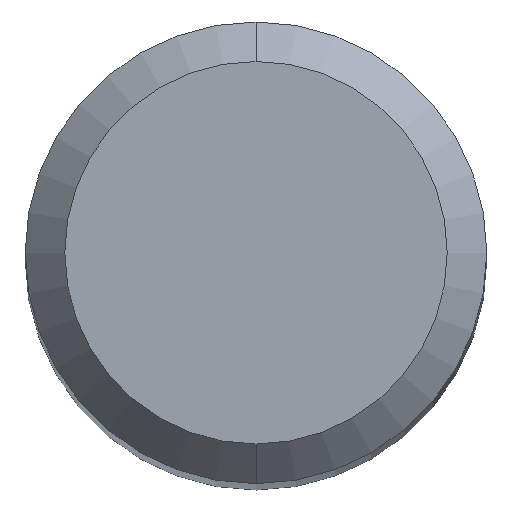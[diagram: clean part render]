
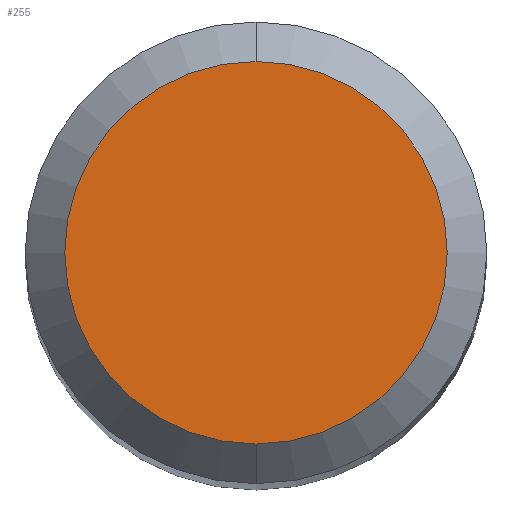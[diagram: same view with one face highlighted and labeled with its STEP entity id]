
A CAD part, top view. The second image highlights one B-rep face of the part: STEP entity #255.
In plain terms, the highlighted planar face has unit normal (0, 0, 1).
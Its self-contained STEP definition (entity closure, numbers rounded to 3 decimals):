
#179=EDGE_CURVE('',#283,#315,#398,.T.);
#255=ADVANCED_FACE('',(#485),#486,.T.);
#277=EDGE_CURVE('',#315,#283,#512,.T.);
#283=VERTEX_POINT('',#520);
#315=VERTEX_POINT('',#554);
#398=CIRCLE('',#644,1.45);
#485=FACE_OUTER_BOUND('',#754,.T.);
#486=PLANE('',#755);
#512=CIRCLE('',#790,1.45);
#520=CARTESIAN_POINT('',(0.,-1.45,0.0));
#554=CARTESIAN_POINT('',(0.0,1.45,0.0));
#644=AXIS2_PLACEMENT_3D('',#913,#914,#915);
#754=EDGE_LOOP('',(#1032,#1033));
#755=AXIS2_PLACEMENT_3D('',#1034,#1035,#1036);
#790=AXIS2_PLACEMENT_3D('',#1078,#1079,#1080);
#913=CARTESIAN_POINT('',(0.0,0.0,0.0));
#914=DIRECTION('',(0.0,0.0,-1.0));
#915=DIRECTION('',(0.0,1.0,0.0));
#1032=ORIENTED_EDGE('',*,*,#277,.F.);
#1033=ORIENTED_EDGE('',*,*,#179,.F.);
#1034=CARTESIAN_POINT('',(0.0,0.725,0.0));
#1035=DIRECTION('',(-0.0,0.0,1.0));
#1036=DIRECTION('',(0.0,-1.0,0.0));
#1078=CARTESIAN_POINT('',(0.0,0.0,0.0));
#1079=DIRECTION('',(0.0,0.0,-1.0));
#1080=DIRECTION('',(0.0,1.0,0.0));
